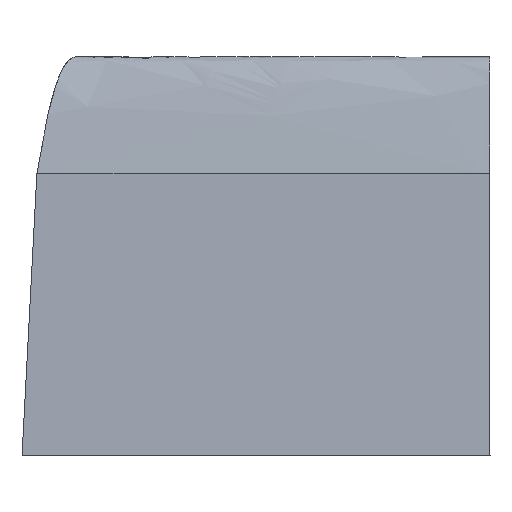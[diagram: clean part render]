
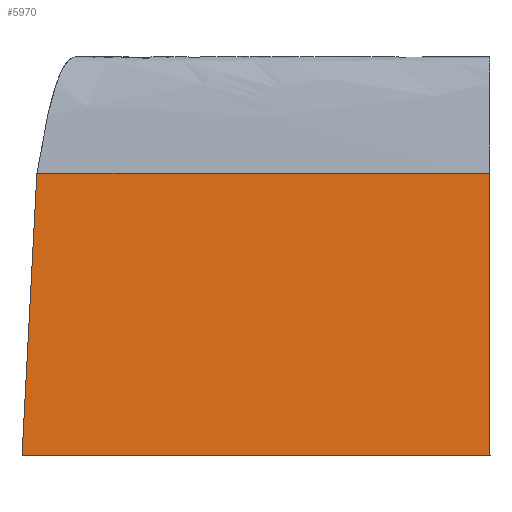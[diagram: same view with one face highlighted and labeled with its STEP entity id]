
A CAD part, front view. The second image highlights one B-rep face of the part: STEP entity #5970.
In plain terms, the highlighted free-form (B-spline) face has degree [1, 1] with [2, 2] control points.
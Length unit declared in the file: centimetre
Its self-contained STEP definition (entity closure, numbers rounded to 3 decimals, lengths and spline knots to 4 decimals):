
#10 = CARTESIAN_POINT ('', (-6.8158, 2.5219, 47.7839));
#20 = VERTEX_POINT ('', #10);
#30 = CARTESIAN_POINT ('', (68.3623, 2.5219, 47.7839));
#40 = VERTEX_POINT ('', #30);
#50 = CARTESIAN_POINT ('', (-6.8158, 2.5219, 47.7839));
#60 = CARTESIAN_POINT ('', (68.3623, 2.5219, 47.7839));
#70 = B_SPLINE_CURVE_WITH_KNOTS ('', 1, (#50, #60), .UNSPECIFIED., .F., .U., (2, 2), (0., 1.), .UNSPECIFIED.);
#80 = EDGE_CURVE ('', #20, #40, #70, .T.);
#100 = CARTESIAN_POINT ('', (69.9623, 2.5219, 47.7839));
#110 = VERTEX_POINT ('', #100);
#120 = CARTESIAN_POINT ('', (69.9623, 2.5219, 47.7839));
#130 = CARTESIAN_POINT ('', (68.3623, 2.5219, 47.7839));
#140 = B_SPLINE_CURVE_WITH_KNOTS ('', 1, (#120, #130), .UNSPECIFIED., .F., .U., (2, 2), (0., 1.), .UNSPECIFIED.);
#150 = EDGE_CURVE ('', #110, #40, #140, .T.);
#5690 = CARTESIAN_POINT ('', (69.9623, 0., 0.));
#5700 = VERTEX_POINT ('', #5690);
#5710 = CARTESIAN_POINT ('', (-9.3377, 0., 0.));
#5720 = VERTEX_POINT ('', #5710);
#5730 = CARTESIAN_POINT ('', (69.9623, 0., 0.));
#5740 = CARTESIAN_POINT ('', (-9.3377, 0., 0.));
#5750 = B_SPLINE_CURVE_WITH_KNOTS ('', 1, (#5730, #5740), .UNSPECIFIED., .F., .U., (2, 2), (0., 1.), .UNSPECIFIED.);
#5760 = EDGE_CURVE ('', #5700, #5720, #5750, .T.);
#5770 = ORIENTED_EDGE ('', *, *, #5760, .F.);
#5780 = CARTESIAN_POINT ('', (69.9623, 0., 0.));
#5790 = CARTESIAN_POINT ('', (69.9623, 2.5219, 47.7839));
#5800 = B_SPLINE_CURVE_WITH_KNOTS ('', 1, (#5780, #5790), .UNSPECIFIED., .F., .U., (2, 2), (1.0029, 2.0008), .UNSPECIFIED.);
#5810 = EDGE_CURVE ('', #5700, #110, #5800, .T.);
#5820 = ORIENTED_EDGE ('', *, *, #5810, .T.);
#5830 = ORIENTED_EDGE ('', *, *, #150, .T.);
#5840 = ORIENTED_EDGE ('', *, *, #80, .F.);
#5850 = CARTESIAN_POINT ('', (-9.3377, 0., 0.));
#5860 = CARTESIAN_POINT ('', (-6.8158, 2.5219, 47.7839));
#5870 = B_SPLINE_CURVE_WITH_KNOTS ('', 1, (#5850, #5860), .UNSPECIFIED., .F., .U., (2, 2), (0., 1.), .UNSPECIFIED.);
#5880 = EDGE_CURVE ('', #5720, #20, #5870, .T.);
#5890 = ORIENTED_EDGE ('', *, *, #5880, .F.);
#5900 = EDGE_LOOP ('', (#5770, #5820, #5830, #5840, #5890));
#5910 = FACE_OUTER_BOUND ('', #5900, .T.);
#5920 = CARTESIAN_POINT ('', (69.9623, -0.0073, -0.1389));
#5930 = CARTESIAN_POINT ('', (-88.6377, -0.0073, -0.1389));
#5940 = CARTESIAN_POINT ('', (69.9623, 2.5219, 47.7839));
#5950 = CARTESIAN_POINT ('', (-88.6377, 2.5219, 47.7839));
#5960 = B_SPLINE_SURFACE_WITH_KNOTS ('', 1, 1, ((#5920, #5930), (#5940, #5950)), .UNSPECIFIED., .F., .F., .U., (2, 2), (2, 2), (1., 2.0008), (0., 99.125), .UNSPECIFIED.);
#5970 = ADVANCED_FACE ('', (#5910), #5960, .T.);
